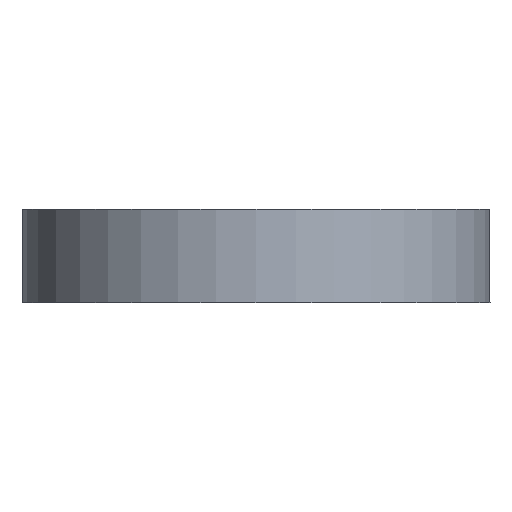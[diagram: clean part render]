
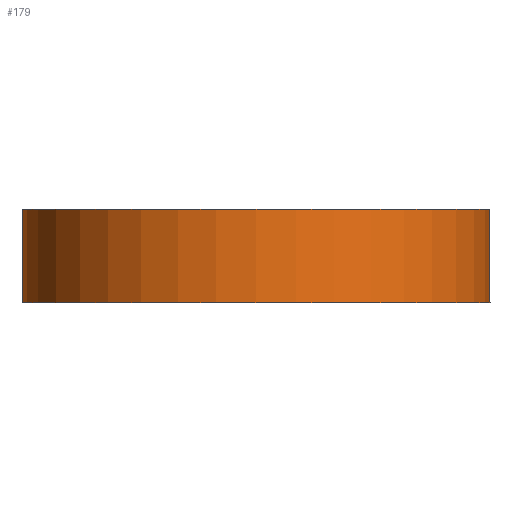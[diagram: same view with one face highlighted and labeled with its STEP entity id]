
A CAD part, front view. The second image highlights one B-rep face of the part: STEP entity #179.
In plain terms, the highlighted cylindrical face has radius 2.5 mm (diameter 5 mm), a partial arc.
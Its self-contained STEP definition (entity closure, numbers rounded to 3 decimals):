
#22=CYLINDRICAL_SURFACE('',#213,2.5);
#39=FACE_OUTER_BOUND('',#51,.T.);
#51=EDGE_LOOP('',(#159,#160,#161,#162));
#62=LINE('',#310,#74);
#66=LINE('',#319,#78);
#74=VECTOR('',#256,10.);
#78=VECTOR('',#266,10.);
#81=CIRCLE('',#200,2.5);
#88=CIRCLE('',#214,2.5);
#91=VERTEX_POINT('',#284);
#92=VERTEX_POINT('',#285);
#99=VERTEX_POINT('',#307);
#102=VERTEX_POINT('',#317);
#106=EDGE_CURVE('',#91,#92,#81,.T.);
#118=EDGE_CURVE('',#99,#91,#62,.T.);
#123=EDGE_CURVE('',#102,#92,#66,.T.);
#124=EDGE_CURVE('',#99,#102,#88,.T.);
#159=ORIENTED_EDGE('',*,*,#124,.T.);
#160=ORIENTED_EDGE('',*,*,#123,.T.);
#161=ORIENTED_EDGE('',*,*,#106,.F.);
#162=ORIENTED_EDGE('',*,*,#118,.F.);
#179=ADVANCED_FACE('',(#39),#22,.T.);
#200=AXIS2_PLACEMENT_3D('',#286,#230,#231);
#213=AXIS2_PLACEMENT_3D('',#320,#267,#268);
#214=AXIS2_PLACEMENT_3D('',#321,#269,#270);
#230=DIRECTION('center_axis',(0.,0.,
-1.));
#231=DIRECTION('ref_axis',(1.,0.,0.));
#256=DIRECTION('',(0.,0.,-1.));
#266=DIRECTION('',(0.,0.,-1.));
#267=DIRECTION('center_axis',(0.,0.,-1.));
#268=DIRECTION('ref_axis',(0.,-1.,0.));
#269=DIRECTION('center_axis',(0.,0.,
-1.));
#270=DIRECTION('ref_axis',(1.,0.,0.));
#284=CARTESIAN_POINT('',(-92.,15.166,18.1));
#285=CARTESIAN_POINT('',(-94.,15.166,18.1));
#286=CARTESIAN_POINT('Origin',(-93.,12.875,18.1));
#307=CARTESIAN_POINT('',(-92.,15.166,19.1));
#310=CARTESIAN_POINT('',(-92.,15.166,19.1));
#317=CARTESIAN_POINT('',(-94.,15.166,19.1));
#319=CARTESIAN_POINT('',(-94.,15.166,19.1));
#320=CARTESIAN_POINT('Origin',(-93.,12.875,19.1));
#321=CARTESIAN_POINT('Origin',(-93.,12.875,19.1));
